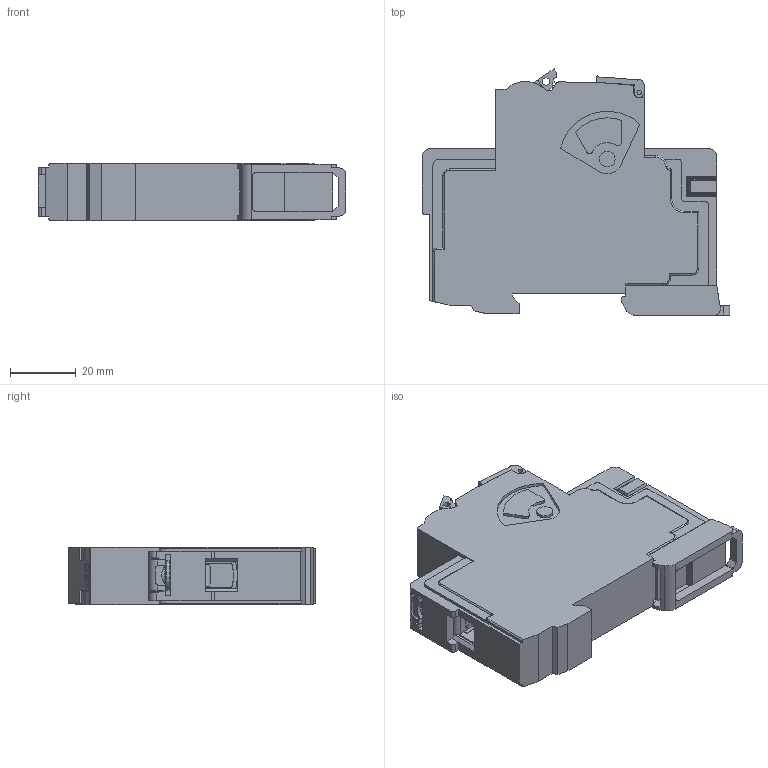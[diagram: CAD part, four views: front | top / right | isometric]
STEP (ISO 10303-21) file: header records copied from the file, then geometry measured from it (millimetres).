
FILE_DESCRIPTION(/* description */ (''),/* implementation_level */ '2;1');
FILE_NAME(/* name */ 'UL508_1polig_2009-09-15',/* time_stamp */ '2009-09-15T15:38:19+02:00',/* author */ (''),/* organization */ (''),/* preprocessor_version */ 'ST-DEVELOPER v9',/* originating_system */ 'UGS - NX 4.0',/* authorisation */ '');
FILE_SCHEMA (('CONFIG_CONTROL_DESIGN'));
Length unit declared in the file: millimetre
Products named in the file (1): Popp2C0E0lma
Bounding box: 93.3 x 74.67 x 17.5 mm (x, y, z)
Volume: 0.4 mm3; surface area: 22526.8 mm2
Topology: 3 solids, 4 shells, 1063 faces, 2816 edges, 1777 vertices
Faces by surface type: plane 670, cylinder 238, cone 64, revolution 36, torus 29, bspline 16, sphere 6, extrusion 4
Full cylindrical faces by diameter (mm): 1.4 x2, 1.5 x4, 4.2 x2, 4.8 x2, 5.4 x2, 7.3 x3, 9 x1, 9.6 x2
Entity records: 34128 total; most frequent: CARTESIAN_POINT 7871, ORIENTED_EDGE 5488, DIRECTION 5333, EDGE_CURVE 2744, VECTOR 1873, LINE 1869, VERTEX_POINT 1751, AXIS2_PLACEMENT_3D 1712
